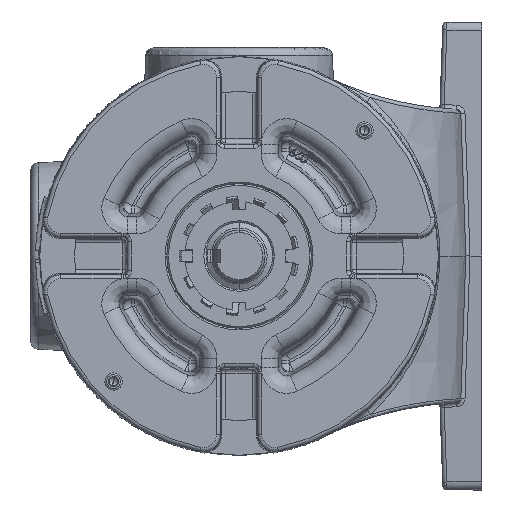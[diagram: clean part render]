
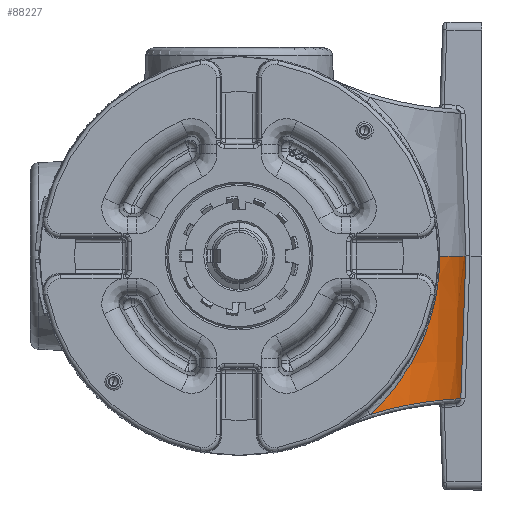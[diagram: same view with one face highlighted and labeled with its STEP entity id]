
A CAD part, left-side view. The second image highlights one B-rep face of the part: STEP entity #88227.
In plain terms, the highlighted conical face has half-angle 2 degrees and reference radius 50.8 mm.
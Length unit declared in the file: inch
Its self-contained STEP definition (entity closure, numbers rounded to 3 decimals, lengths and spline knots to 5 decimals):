
#3203 = CARTESIAN_POINT ( 'NONE',  ( -6.46482, -2.83607, -0.60811 ) ) ;
#3713 = CARTESIAN_POINT ( 'NONE',  ( -6.97415, -2.18807, -1.97849 ) ) ;
#6988 = CARTESIAN_POINT ( 'NONE',  ( -6.57827, -2.6748, -2.10866 ) ) ;
#7245 = ORIENTED_EDGE ( 'NONE', *, *, #112661, .T. ) ;
#7527 = CARTESIAN_POINT ( 'NONE',  ( -5.85719, -3.09753, -2.06388 ) ) ;
#15376 = EDGE_CURVE ( 'NONE', #41337, #50910, #115338, .T. ) ;
#15507 = CARTESIAN_POINT ( 'NONE',  ( -6.50087, -2.80144, -0.76931 ) ) ;
#16043 = CARTESIAN_POINT ( 'NONE',  ( -7.07227, -1.97114, -2.21205 ) ) ;
#16862 = CARTESIAN_POINT ( 'NONE',  ( -5.23, -1.19617, -2.12 ) ) ;
#19306 = CARTESIAN_POINT ( 'NONE',  ( -6.48117, -2.75772, -2.09727 ) ) ;
#19849 = CARTESIAN_POINT ( 'NONE',  ( -5.63574, -3.15935, -2.06012 ) ) ;
#20676 = DIRECTION ( 'NONE',  ( 0., 0., -1. ) ) ;
#27891 = CARTESIAN_POINT ( 'NONE',  ( -6.59622, -2.70714, -1.07429 ) ) ;
#31101 = CARTESIAN_POINT ( 'NONE',  ( -7.02645, -2.07201, -2.23198 ) ) ;
#31635 = CARTESIAN_POINT ( 'NONE',  ( -6.4203, -2.80485, -2.09134 ) ) ;
#32005 = ORIENTED_EDGE ( 'NONE', *, *, #15376, .T. ) ;
#32162 = CARTESIAN_POINT ( 'NONE',  ( -5.33309, -3.19833, -2.05815 ) ) ;
#39729 = CARTESIAN_POINT ( 'NONE',  ( -6.41316, -2.89484, -0.11258 ) ) ;
#40235 = CARTESIAN_POINT ( 'NONE',  ( -6.68846, -2.60573, -1.31553 ) ) ;
#41337 = VERTEX_POINT ( 'NONE', #53663 ) ;
#42103 = DIRECTION ( 'NONE',  ( 0., 0., 1. ) ) ;
#42643 = FACE_OUTER_BOUND ( 'NONE', #132218, .T. ) ;
#43508 = CARTESIAN_POINT ( 'NONE',  ( -6.95477, -2.20351, -2.19947 ) ) ;
#44026 = CARTESIAN_POINT ( 'NONE',  ( -6.29546, -2.89342, -2.08101 ) ) ;
#50910 = VERTEX_POINT ( 'NONE', #132929 ) ;
#52019 = CARTESIAN_POINT ( 'NONE',  ( -6.41851, -2.88398, -0.27964 ) ) ;
#52563 = CARTESIAN_POINT ( 'NONE',  ( -6.74628, -2.53599, -1.45611 ) ) ;
#53663 = CARTESIAN_POINT ( 'NONE',  ( -5.23, -3.27021, 0. ) ) ;
#55812 = CARTESIAN_POINT ( 'NONE',  ( -6.91587, -2.26832, -2.18438 ) ) ;
#56357 = CARTESIAN_POINT ( 'NONE',  ( -6.07163, -3.0131, -2.0701 ) ) ;
#64414 = CARTESIAN_POINT ( 'NONE',  ( -6.43596, -2.86448, -0.44481 ) ) ;
#64955 = CARTESIAN_POINT ( 'NONE',  ( -6.82463, -2.43265, -1.63911 ) ) ;
#68247 = CARTESIAN_POINT ( 'NONE',  ( -6.84576, -2.37349, -2.16157 ) ) ;
#68719 = CARTESIAN_POINT ( 'NONE',  ( -7.09975, -1.88974, -2.28482 ) ) ;
#68780 = CARTESIAN_POINT ( 'NONE',  ( -5.95399, -3.06272, -2.0663 ) ) ;
#71526 = CONICAL_SURFACE ( 'NONE', #115807, 2., 0.035 ) ;
#71913 = EDGE_CURVE ( 'NONE', #50910, #147194, #86564, .T. ) ;
#76325 = CARTESIAN_POINT ( 'NONE',  ( -6.4142, -2.89651, -0.05641 ) ) ;
#76864 = CARTESIAN_POINT ( 'NONE',  ( -6.4542, -2.84637, -0.55384 ) ) ;
#77419 = CARTESIAN_POINT ( 'NONE',  ( -6.93819, -2.25374, -1.89668 ) ) ;
#79827 = VERTEX_POINT ( 'NONE', #112728 ) ;
#80614 = CARTESIAN_POINT ( 'NONE',  ( -6.68752, -2.56921, -2.12485 ) ) ;
#81156 = CARTESIAN_POINT ( 'NONE',  ( -5.88161, -3.08928, -2.06443 ) ) ;
#85578 = CARTESIAN_POINT ( 'NONE',  ( -5.23, -3.19617, -2.12 ) ) ;
#86564 = B_SPLINE_CURVE_WITH_KNOTS ( 'NONE', 3,
 ( #100984, #76325, #39729, #125755, #52019, #138147, #64414, #150493, #76864, #3203, #89207, #15507, #101531, #27891, #113913, #40235, #126293, #52563, #138682, #64955, #151054, #77419, #3713, #89759, #16043, #102053 ),
 .UNSPECIFIED., .F., .F.,
 ( 4, 2, 2, 2, 2, 2, 2, 2, 2, 2, 2, 2, 4 ),
 ( 0., 0.00431, 0.00861, 0.01292, 0.01507, 0.01722, 0.02583, 0.03444, 0.03875, 0.04305, 0.05167, 0.06028, 0.06889 ),
 .UNSPECIFIED. ) ;
#88227 = ADVANCED_FACE ( 'NONE', ( #42643 ), #71526, .T. ) ;
#88452 = AXIS2_PLACEMENT_3D ( 'NONE', #94326, #20676, #106656 ) ;
#89207 = CARTESIAN_POINT ( 'NONE',  ( -6.47055, -2.83055, -0.63521 ) ) ;
#89759 = CARTESIAN_POINT ( 'NONE',  ( -7.04117, -2.04676, -2.13617 ) ) ;
#92994 = CARTESIAN_POINT ( 'NONE',  ( -6.54035, -2.70874, -2.10382 ) ) ;
#93522 = CARTESIAN_POINT ( 'NONE',  ( -5.7349, -3.13623, -2.06137 ) ) ;
#94326 = CARTESIAN_POINT ( 'NONE',  ( -5.23, -1.19617, 0. ) ) ;
#97888 = DIRECTION ( 'NONE',  ( 0., 0.035, -0.999 ) ) ;
#100984 = CARTESIAN_POINT ( 'NONE',  ( -6.4174, -2.89667, 0. ) ) ;
#101531 = CARTESIAN_POINT ( 'NONE',  ( -6.53055, -2.77314, -0.87286 ) ) ;
#102053 = CARTESIAN_POINT ( 'NONE',  ( -7.09975, -1.88974, -2.28482 ) ) ;
#103789 = B_SPLINE_CURVE_WITH_KNOTS ( 'NONE', 3,
 ( #141356, #153763, #31101, #117190, #43508, #129531, #55812, #141907, #68247, #154292, #80614, #6988, #92994, #19306, #105335, #31635, #117726, #44026, #130075, #56357, #142446, #68780, #154816, #81156, #7527, #93522, #19849, #105865, #32162, #118279 ),
 .UNSPECIFIED., .F., .F.,
 ( 4, 2, 2, 2, 2, 2, 2, 2, 2, 2, 2, 2, 2, 2, 4 ),
 ( 0.0075, 0.01536, 0.01732, 0.01928, 0.02321, 0.03106, 0.03499, 0.03696, 0.03892, 0.04677, 0.0507, 0.05266, 0.05463, 0.06248, 0.07034 ),
 .UNSPECIFIED. ) ;
#105335 = CARTESIAN_POINT ( 'NONE',  ( -6.46102, -2.77374, -2.09521 ) ) ;
#105865 = CARTESIAN_POINT ( 'NONE',  ( -5.43484, -3.19041, -2.05851 ) ) ;
#106656 = DIRECTION ( 'NONE',  ( 1., 0., 0. ) ) ;
#111518 = VECTOR ( 'NONE', #97888, 39.37008 ) ;
#112661 = EDGE_CURVE ( 'NONE', #147194, #79827, #103789, .T. ) ;
#112728 = CARTESIAN_POINT ( 'NONE',  ( -5.23, -3.19833, -2.05815 ) ) ;
#113913 = CARTESIAN_POINT ( 'NONE',  ( -6.63222, -2.66943, -1.17216 ) ) ;
#115258 = DIRECTION ( 'NONE',  ( 1., 0., 0. ) ) ;
#115338 = CIRCLE ( 'NONE', #88452, 2.07403 ) ;
#115807 = AXIS2_PLACEMENT_3D ( 'NONE', #16862, #42103, #115258 ) ;
#117190 = CARTESIAN_POINT ( 'NONE',  ( -6.9671, -2.18171, -2.20474 ) ) ;
#117726 = CARTESIAN_POINT ( 'NONE',  ( -6.3997, -2.81997, -2.08952 ) ) ;
#118279 = CARTESIAN_POINT ( 'NONE',  ( -5.23, -3.19833, -2.05815 ) ) ;
#124936 = ORIENTED_EDGE ( 'NONE', *, *, #71913, .T. ) ;
#125755 = CARTESIAN_POINT ( 'NONE',  ( -6.41532, -2.88857, -0.22417 ) ) ;
#126293 = CARTESIAN_POINT ( 'NONE',  ( -6.70759, -2.5833, -1.36275 ) ) ;
#129531 = CARTESIAN_POINT ( 'NONE',  ( -6.92917, -2.24679, -2.1893 ) ) ;
#130075 = CARTESIAN_POINT ( 'NONE',  ( -6.2082, -2.94535, -2.07596 ) ) ;
#132218 = EDGE_LOOP ( 'NONE', ( #32005, #124936, #7245, #157129 ) ) ;
#132929 = CARTESIAN_POINT ( 'NONE',  ( -6.4174, -2.89667, 0. ) ) ;
#138147 = CARTESIAN_POINT ( 'NONE',  ( -6.42883, -2.87193, -0.38996 ) ) ;
#138682 = CARTESIAN_POINT ( 'NONE',  ( -6.76585, -2.51108, -1.5023 ) ) ;
#141356 = CARTESIAN_POINT ( 'NONE',  ( -7.09975, -1.88974, -2.28482 ) ) ;
#141907 = CARTESIAN_POINT ( 'NONE',  ( -6.87472, -2.33216, -2.1702 ) ) ;
#142446 = CARTESIAN_POINT ( 'NONE',  ( -6.02515, -3.03399, -2.06844 ) ) ;
#142877 = EDGE_CURVE ( 'NONE', #41337, #79827, #144242, .T. ) ;
#144242 = LINE ( 'NONE', #85578, #111518 ) ;
#147194 = VERTEX_POINT ( 'NONE', #68719 ) ;
#150493 = CARTESIAN_POINT ( 'NONE',  ( -6.44931, -2.85116, -0.52664 ) ) ;
#151054 = CARTESIAN_POINT ( 'NONE',  ( -6.86344, -2.37604, -1.72699 ) ) ;
#153763 = CARTESIAN_POINT ( 'NONE',  ( -7.06661, -1.98191, -2.25672 ) ) ;
#154292 = CARTESIAN_POINT ( 'NONE',  ( -6.75439, -2.49383, -2.13782 ) ) ;
#154816 = CARTESIAN_POINT ( 'NONE',  ( -5.93003, -3.07187, -2.06564 ) ) ;
#157129 = ORIENTED_EDGE ( 'NONE', *, *, #142877, .F. ) ;
